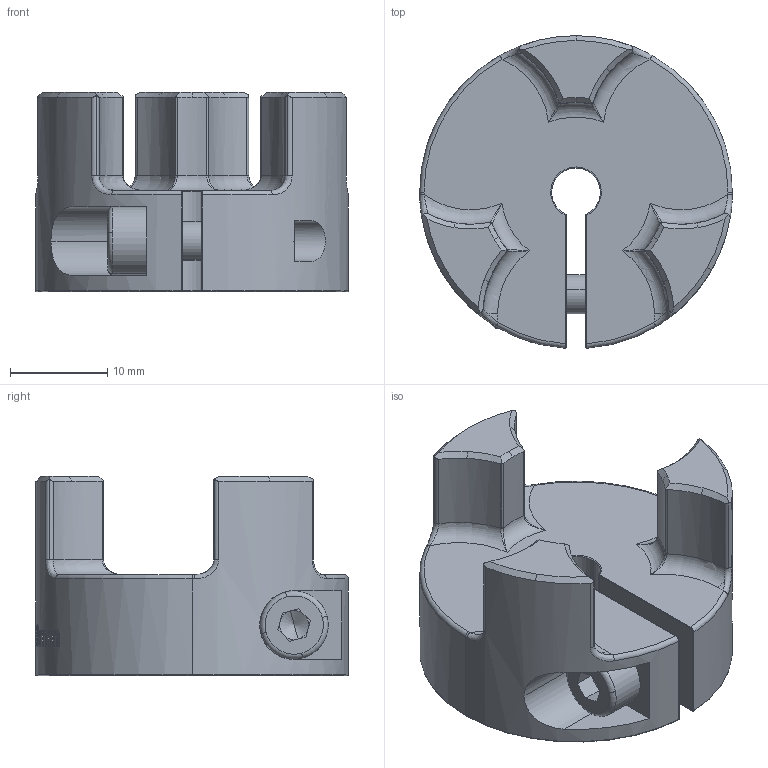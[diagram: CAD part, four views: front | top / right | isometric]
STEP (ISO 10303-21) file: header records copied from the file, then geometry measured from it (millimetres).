
FILE_DESCRIPTION(('HOOPS Exchange Step'),'2;1');
FILE_NAME('export-02673882-524E-4D69-86EE-C87E832F999F.stp','2021-09-13T17:18:50+02:00',('User'),('Alibre'),'HOOPS Exchange 2020.1','Alibre','Unknown authorisation');
FILE_SCHEMA( ('AP242_MANAGED_MODEL_BASED_3D_ENGINEERING_MIM_LF {1 0 10303 442 1 1 4 }') );
Length unit declared in the file: millimetre
Products named in the file (3): 2923 HUB ShaftCoupler  DCNC-D32-L32-B5.00mm; 813 DIN 912 metric bolts M4x12; 2923 HUB ShaftCoupler DCNC-D32-L32-B5.00mm
Assembly tree (2 placements, depth 2):
  2923 HUB ShaftCoupler DCNC-D32-L32-B5.00mm
    2923 HUB ShaftCoupler  DCNC-D32-L32-B5.00mm
    813 DIN 912 metric bolts M4x12
Bounding box: 32.2 x 32.16 x 20.5 mm (x, y, z)
Volume: 9302.3 mm3; surface area: 4393.3 mm2
Topology: 2 solids, 2 shells, 350 faces, 939 edges, 597 vertices
Faces by surface type: bspline 126, cylinder 88, plane 72, torus 30, cone 28, sphere 6
Entity records: 25477 total; most frequent: CARTESIAN_POINT 17894, ORIENTED_EDGE 1850, DIRECTION 1107, EDGE_CURVE 925, VERTEX_POINT 597, B_SPLINE_CURVE_WITH_KNOTS 498, AXIS2_PLACEMENT_3D 448, EDGE_LOOP 372
